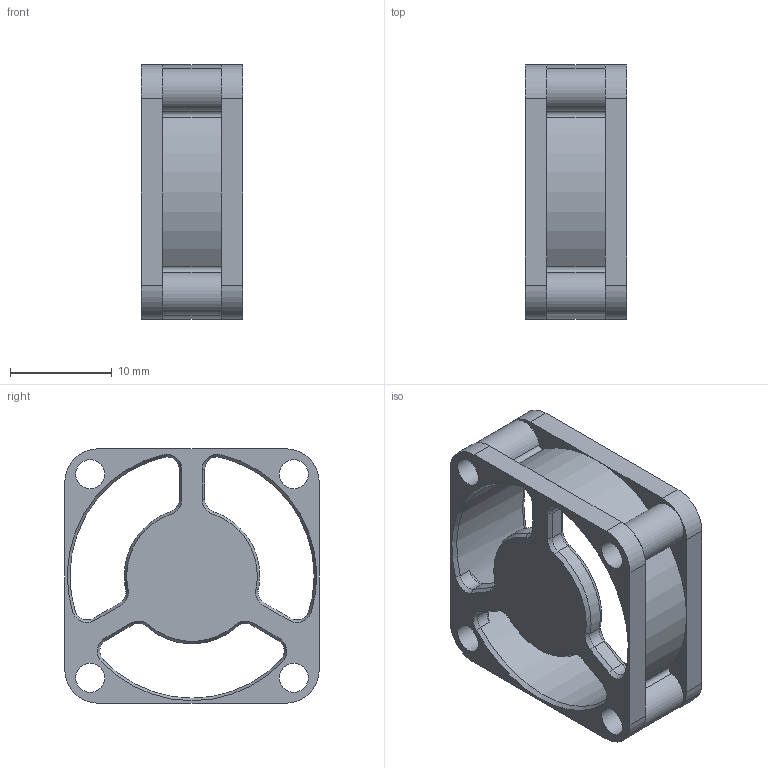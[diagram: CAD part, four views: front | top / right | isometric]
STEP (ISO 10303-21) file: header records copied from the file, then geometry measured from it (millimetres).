
FILE_DESCRIPTION(/* description */ (''),/* implementation_level */ '2;1');
FILE_NAME(/* name */ 'BODY1-30585.step',/* time_stamp */ '2023-01-07T19:04:37+01:00',/* author */ (''),/* organization */ (''),/* preprocessor_version */ 'ST-DEVELOPER v19.2',/* originating_system */ 'Autodesk Translation Framework v11.17.0.187',/* authorisation */ '');
FILE_SCHEMA (('AUTOMOTIVE_DESIGN { 1 0 10303 214 3 1 1 }'));
Length unit declared in the file: millimetre
Products named in the file (1): BODY1-30585
Bounding box: 10 x 25 x 25 mm (x, y, z)
Volume: 1346.9 mm3; surface area: 2966.7 mm2
Topology: 1 solids, 1 shells, 115 faces, 294 edges, 179 vertices
Faces by surface type: cylinder 44, plane 37, cone 34
Full cylindrical faces by diameter (mm): 2.833 x4, 23.999 x1
Entity records: 3586 total; most frequent: DIRECTION 656, CARTESIAN_POINT 643, ORIENTED_EDGE 588, EDGE_CURVE 294, AXIS2_PLACEMENT_3D 252, VERTEX_POINT 179, LINE 152, VECTOR 152
